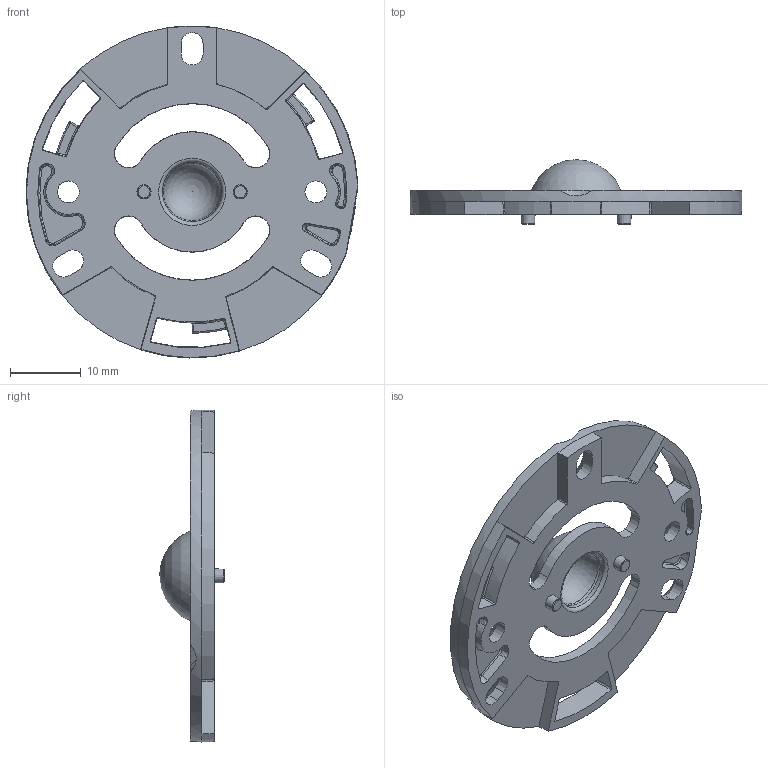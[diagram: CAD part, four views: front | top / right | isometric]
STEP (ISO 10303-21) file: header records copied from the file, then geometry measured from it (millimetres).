
FILE_DESCRIPTION(('STEP AP214'),'1');
FILE_NAME('230620_X75395_3D_BASE_GALAXY1_mechanical_INDA.stp','2023-06-20T11:56:50',(' '),(' '),'Spatial InterOp 3D',' ',' ');
FILE_SCHEMA(('AUTOMOTIVE_DESIGN { 1 0 10303 214 1 1 1 1 }'));
Length unit declared in the file: millimetre
Products named in the file (1): 230620_X75395_3D_BASE_GALAXY1_mechanical_INDA
Bounding box: 46.96 x 9.15 x 46.96 mm (x, y, z)
Volume: 3345.6 mm3; surface area: 4304.4 mm2
Topology: 1 solids, 1 shells, 257 faces, 685 edges, 429 vertices
Faces by surface type: plane 81, bspline 66, cone 58, cylinder 24, torus 20, sphere 8
Entity records: 13592 total; most frequent: CARTESIAN_POINT 5641, ORIENTED_EDGE 1314, DIRECTION 1116, EDGE_CURVE 657, AXIS2_PLACEMENT_3D 469, VERTEX_POINT 420, EDGE_LOOP 295, FACE_OUTER_BOUND 259
